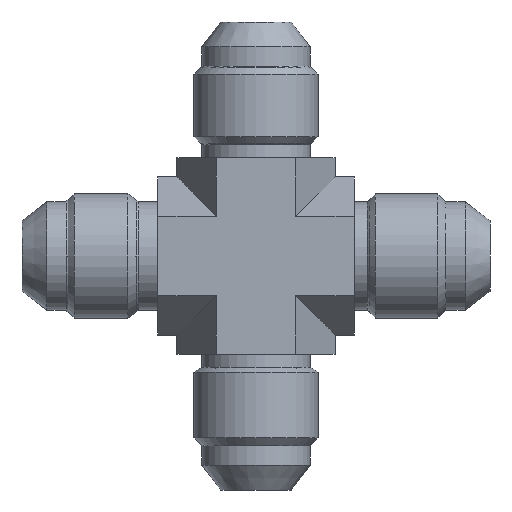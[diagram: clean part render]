
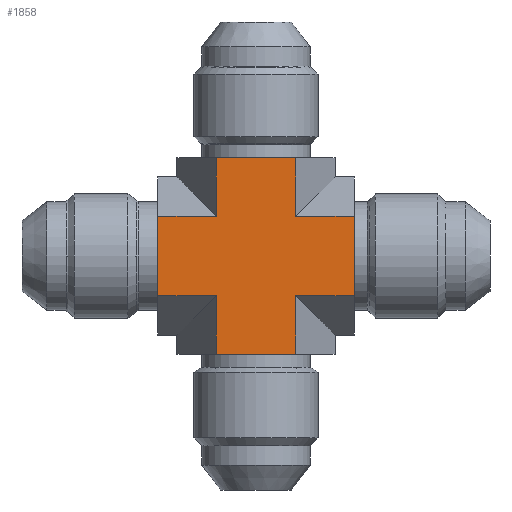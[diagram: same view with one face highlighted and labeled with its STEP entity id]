
A CAD part, front view. The second image highlights one B-rep face of the part: STEP entity #1858.
In plain terms, the highlighted planar face has unit normal (0, -1, 0).
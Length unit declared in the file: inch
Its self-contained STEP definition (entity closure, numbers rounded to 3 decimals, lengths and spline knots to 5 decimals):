
#33=DIRECTION('',(1.,0.,0.));
#34=VECTOR('',#33,0.35796);
#35=CARTESIAN_POINT('',(-0.17898,-0.31,-0.445));
#36=LINE('',#35,#34);
#182=DIRECTION('',(0.,0.,1.));
#183=VECTOR('',#182,0.26602);
#184=CARTESIAN_POINT('',(0.17898,-0.31,-0.445));
#185=LINE('',#184,#183);
#196=DIRECTION('',(0.,0.,1.));
#197=VECTOR('',#196,0.26602);
#198=CARTESIAN_POINT('',(0.17898,-0.31,0.17898));
#199=LINE('',#198,#197);
#203=DIRECTION('',(1.,0.,0.));
#204=VECTOR('',#203,0.26602);
#205=CARTESIAN_POINT('',(-0.445,-0.31,-0.17898));
#206=LINE('',#205,#204);
#210=DIRECTION('',(1.,0.,0.));
#211=VECTOR('',#210,0.26602);
#212=CARTESIAN_POINT('',(0.17898,-0.31,-0.17898));
#213=LINE('',#212,#211);
#245=DIRECTION('',(1.,0.,0.));
#246=VECTOR('',#245,0.26602);
#247=CARTESIAN_POINT('',(0.17898,-0.31,0.17898));
#248=LINE('',#247,#246);
#252=DIRECTION('',(0.,0.,1.));
#253=VECTOR('',#252,0.26602);
#254=CARTESIAN_POINT('',(-0.17898,-0.31,-0.445));
#255=LINE('',#254,#253);
#259=DIRECTION('',(1.,0.,0.));
#260=VECTOR('',#259,0.26602);
#261=CARTESIAN_POINT('',(-0.445,-0.31,0.17898));
#262=LINE('',#261,#260);
#266=DIRECTION('',(0.,0.,1.));
#267=VECTOR('',#266,0.26602);
#268=CARTESIAN_POINT('',(-0.17898,-0.31,0.17898));
#269=LINE('',#268,#267);
#322=DIRECTION('',(0.,0.,-1.));
#323=VECTOR('',#322,0.35796);
#324=CARTESIAN_POINT('',(-0.445,-0.31,0.17898));
#325=LINE('',#324,#323);
#366=DIRECTION('',(0.,0.,-1.));
#367=VECTOR('',#366,0.35796);
#368=CARTESIAN_POINT('',(0.445,-0.31,0.17898));
#369=LINE('',#368,#367);
#1105=DIRECTION('',(1.,0.,0.));
#1106=VECTOR('',#1105,0.35796);
#1107=CARTESIAN_POINT('',(-0.17898,-0.31,0.445));
#1108=LINE('',#1107,#1106);
#1407=CARTESIAN_POINT('',(-0.17898,-0.31,-0.445));
#1408=VERTEX_POINT('',#1407);
#1409=CARTESIAN_POINT('',(0.17898,-0.31,-0.445));
#1410=VERTEX_POINT('',#1409);
#1419=CARTESIAN_POINT('',(-0.17898,-0.31,0.445));
#1420=VERTEX_POINT('',#1419);
#1421=CARTESIAN_POINT('',(0.17898,-0.31,0.445));
#1422=VERTEX_POINT('',#1421);
#1427=CARTESIAN_POINT('',(-0.445,-0.31,-0.17898));
#1429=VERTEX_POINT('',#1427);
#1437=CARTESIAN_POINT('',(-0.445,-0.31,0.17898));
#1438=VERTEX_POINT('',#1437);
#1439=CARTESIAN_POINT('',(0.445,-0.31,-0.17898));
#1441=VERTEX_POINT('',#1439);
#1449=CARTESIAN_POINT('',(0.445,-0.31,0.17898));
#1450=VERTEX_POINT('',#1449);
#1459=CARTESIAN_POINT('',(-0.17898,-0.31,-0.17898));
#1460=VERTEX_POINT('',#1459);
#1461=CARTESIAN_POINT('',(-0.17898,-0.31,0.17898));
#1462=VERTEX_POINT('',#1461);
#1463=CARTESIAN_POINT('',(0.17898,-0.31,-0.17898));
#1465=VERTEX_POINT('',#1463);
#1467=CARTESIAN_POINT('',(0.17898,-0.31,0.17898));
#1469=VERTEX_POINT('',#1467);
#1834=CARTESIAN_POINT('',(-0.17898,-0.31,-0.445));
#1835=DIRECTION('',(0.,-1.,0.));
#1836=DIRECTION('',(1.,0.,0.));
#1837=AXIS2_PLACEMENT_3D('',#1834,#1835,#1836);
#1838=PLANE('',#1837);
#1839=ORIENTED_EDGE('',*,*,#1769,.F.);
#1841=ORIENTED_EDGE('',*,*,#1840,.T.);
#1843=ORIENTED_EDGE('',*,*,#1842,.T.);
#1844=ORIENTED_EDGE('',*,*,#1798,.F.);
#1845=ORIENTED_EDGE('',*,*,#1757,.F.);
#1846=ORIENTED_EDGE('',*,*,#1614,.F.);
#1847=ORIENTED_EDGE('',*,*,#1812,.T.);
#1848=ORIENTED_EDGE('',*,*,#1787,.F.);
#1850=ORIENTED_EDGE('',*,*,#1849,.F.);
#1852=ORIENTED_EDGE('',*,*,#1851,.T.);
#1853=ORIENTED_EDGE('',*,*,#1829,.T.);
#1855=ORIENTED_EDGE('',*,*,#1854,.T.);
#1856=EDGE_LOOP('',(#1839,#1841,#1843,#1844,#1845,#1846,#1847,#1848,#1850,#1852,
#1853,#1855));
#1857=FACE_OUTER_BOUND('',#1856,.F.);
#1614=EDGE_CURVE('',#1408,#1410,#36,.T.);
#1757=EDGE_CURVE('',#1410,#1465,#185,.T.);
#1769=EDGE_CURVE('',#1469,#1422,#199,.T.);
#1787=EDGE_CURVE('',#1429,#1460,#206,.T.);
#1798=EDGE_CURVE('',#1465,#1441,#213,.T.);
#1812=EDGE_CURVE('',#1408,#1460,#255,.T.);
#1829=EDGE_CURVE('',#1462,#1420,#269,.T.);
#1840=EDGE_CURVE('',#1469,#1450,#248,.T.);
#1842=EDGE_CURVE('',#1450,#1441,#369,.T.);
#1849=EDGE_CURVE('',#1438,#1429,#325,.T.);
#1851=EDGE_CURVE('',#1438,#1462,#262,.T.);
#1854=EDGE_CURVE('',#1420,#1422,#1108,.T.);
#1858=ADVANCED_FACE('',(#1857),#1838,.T.);
